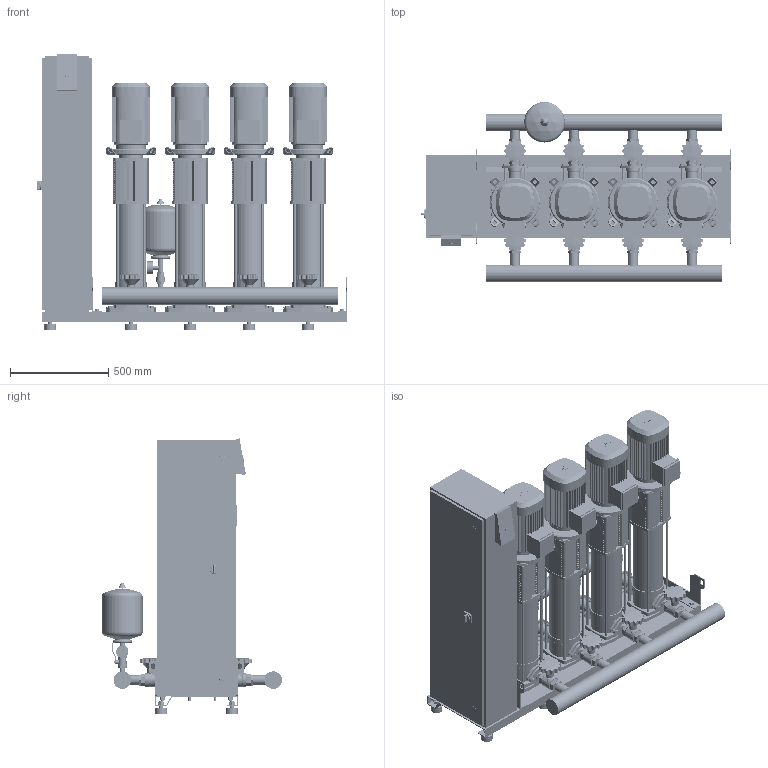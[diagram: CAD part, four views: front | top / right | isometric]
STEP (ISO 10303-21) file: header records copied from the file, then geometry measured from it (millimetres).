
FILE_DESCRIPTION((''),'2;1');
FILE_NAME('3d_SiBoostSmartFC4HELIXV1011-2536149.stp','2016-01-25T11:31:56',(''),(''),'Mechanical Desktop 2009','Mechanical Desktop 2009',', , ');
FILE_SCHEMA(('CONFIG_CONTROL_DESIGN'));
Length unit declared in the file: millimetre
Products named in the file (1): Product
Bounding box: 1580 x 914.45 x 1398.4 mm (x, y, z)
Volume: 276005543.5 mm3; surface area: 15711016.5 mm2
Topology: 213 solids, 213 shells, 7060 faces, 18370 edges, 12024 vertices
Faces by surface type: plane 2835, bspline 2033, cylinder 1742, cone 306, torus 114, sphere 30
Entity records: 231194 total; most frequent: CARTESIAN_POINT 59080, ORIENTED_EDGE 36700, DIRECTION 33266, EDGE_CURVE 18350, VERTEX_POINT 12020, VECTOR 11802, LINE 11802, AXIS2_PLACEMENT_3D 10732
